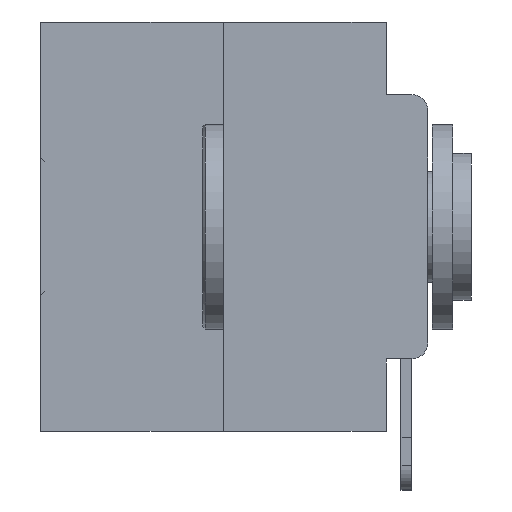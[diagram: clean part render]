
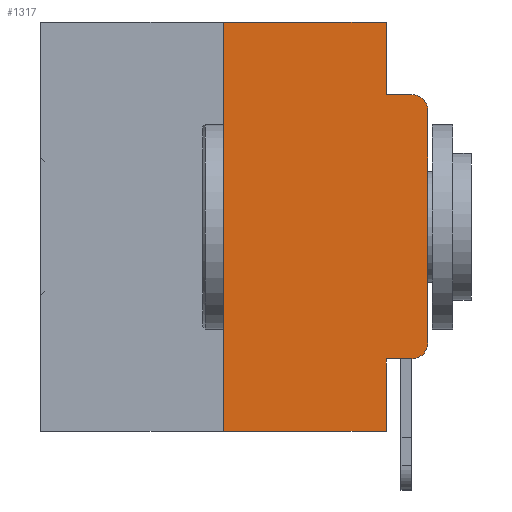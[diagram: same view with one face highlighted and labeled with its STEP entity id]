
A CAD part, left-side view. The second image highlights one B-rep face of the part: STEP entity #1317.
In plain terms, the highlighted planar face has unit normal (-1, 0, 0).
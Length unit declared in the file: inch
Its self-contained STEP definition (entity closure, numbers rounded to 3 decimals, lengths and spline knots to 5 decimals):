
#31 = DIRECTION ( 'NONE',  ( 0., -1., 0. ) ) ;
#74 = ORIENTED_EDGE ( 'NONE', *, *, #17043, .T. ) ;
#330 = VECTOR ( 'NONE', #19990, 39.37008 ) ;
#909 = AXIS2_PLACEMENT_3D ( 'NONE', #6358, #22465, #8593 ) ;
#1111 = CARTESIAN_POINT ( 'NONE',  ( 0., 0.051, 0. ) ) ;
#1317 = ADVANCED_FACE ( 'NONE', ( #16799 ), #8931, .F. ) ;
#1346 = EDGE_CURVE ( 'NONE', #6639, #13634, #18314, .T. ) ;
#1712 = CARTESIAN_POINT ( 'NONE',  ( 0., 0.051, -0.0885 ) ) ;
#2012 = VERTEX_POINT ( 'NONE', #25030 ) ;
#2153 = VERTEX_POINT ( 'NONE', #24980 ) ;
#3435 = LINE ( 'NONE', #30393, #22999 ) ;
#3714 = DIRECTION ( 'NONE',  ( 0., 0., -1. ) ) ;
#4036 = EDGE_CURVE ( 'NONE', #4053, #2153, #21752, .T. ) ;
#4053 = VERTEX_POINT ( 'NONE', #19311 ) ;
#4076 = CIRCLE ( 'NONE', #12249, 0.02 ) ;
#5192 = ORIENTED_EDGE ( 'NONE', *, *, #4036, .F. ) ;
#5360 = DIRECTION ( 'NONE',  ( 0., -1., 0. ) ) ;
#5663 = EDGE_CURVE ( 'NONE', #13634, #14680, #20148, .T. ) ;
#5818 = VECTOR ( 'NONE', #17373, 39.37008 ) ;
#6165 = DIRECTION ( 'NONE',  ( -1., 0., 0. ) ) ;
#6358 = CARTESIAN_POINT ( 'NONE',  ( 0., 0.473, 0. ) ) ;
#6639 = VERTEX_POINT ( 'NONE', #27188 ) ;
#7828 = CARTESIAN_POINT ( 'NONE',  ( 0., 0., -0.3915 ) ) ;
#8403 = VECTOR ( 'NONE', #3714, 39.37008 ) ;
#8538 = ORIENTED_EDGE ( 'NONE', *, *, #10079, .T. ) ;
#8593 = DIRECTION ( 'NONE',  ( 0., 0., -1. ) ) ;
#8885 = CARTESIAN_POINT ( 'NONE',  ( 0., 0.25, 0. ) ) ;
#8918 = ORIENTED_EDGE ( 'NONE', *, *, #20945, .F. ) ;
#8931 = PLANE ( 'NONE',  #909 ) ;
#9889 = CARTESIAN_POINT ( 'NONE',  ( 0., 0., -0.1085 ) ) ;
#10079 = EDGE_CURVE ( 'NONE', #4053, #2012, #3435, .T. ) ;
#11728 = VERTEX_POINT ( 'NONE', #7828 ) ;
#12249 = AXIS2_PLACEMENT_3D ( 'NONE', #21321, #6165, #23817 ) ;
#12298 = EDGE_CURVE ( 'NONE', #2012, #11728, #15864, .T. ) ;
#12891 = VECTOR ( 'NONE', #29253, 39.37008 ) ;
#13325 = CARTESIAN_POINT ( 'NONE',  ( 0., 0.02, -0.3915 ) ) ;
#13559 = VECTOR ( 'NONE', #5360, 39.37008 ) ;
#13634 = VERTEX_POINT ( 'NONE', #19673 ) ;
#14124 = ORIENTED_EDGE ( 'NONE', *, *, #20347, .T. ) ;
#14680 = VERTEX_POINT ( 'NONE', #23238 ) ;
#15821 = DIRECTION ( 'NONE',  ( 0., 0., -1. ) ) ;
#15864 = CIRCLE ( 'NONE', #32647, 0.02 ) ;
#16199 = EDGE_CURVE ( 'NONE', #6639, #2153, #26744, .T. ) ;
#16496 = ORIENTED_EDGE ( 'NONE', *, *, #1346, .F. ) ;
#16799 = FACE_OUTER_BOUND ( 'NONE', #20561, .T. ) ;
#17043 = EDGE_CURVE ( 'NONE', #11728, #19184, #27406, .T. ) ;
#17373 = DIRECTION ( 'NONE',  ( 0., -1., 0. ) ) ;
#18314 = LINE ( 'NONE', #8885, #29768 ) ;
#19184 = VERTEX_POINT ( 'NONE', #9889 ) ;
#19311 = CARTESIAN_POINT ( 'NONE',  ( 0., 0.051, -0.4115 ) ) ;
#19409 = CARTESIAN_POINT ( 'NONE',  ( 0., 0.02, -0.0885 ) ) ;
#19673 = CARTESIAN_POINT ( 'NONE',  ( 0., 0.25, 0. ) ) ;
#19990 = DIRECTION ( 'NONE',  ( 0., 0., 1. ) ) ;
#20148 = LINE ( 'NONE', #32684, #13559 ) ;
#20347 = EDGE_CURVE ( 'NONE', #19184, #27582, #4076, .T. ) ;
#20466 = LINE ( 'NONE', #32080, #31863 ) ;
#20561 = EDGE_LOOP ( 'NONE', ( #74, #14124, #27183, #8918, #28688, #16496, #24585, #5192, #8538, #28314 ) ) ;
#20945 = EDGE_CURVE ( 'NONE', #14680, #21282, #20466, .T. ) ;
#21282 = VERTEX_POINT ( 'NONE', #21325 ) ;
#21321 = CARTESIAN_POINT ( 'NONE',  ( 0., 0.02, -0.1085 ) ) ;
#21325 = CARTESIAN_POINT ( 'NONE',  ( 0., 0.051, -0.0885 ) ) ;
#21752 = LINE ( 'NONE', #1111, #8403 ) ;
#21965 = CARTESIAN_POINT ( 'NONE',  ( 0., 0.473, -0.5 ) ) ;
#22465 = DIRECTION ( 'NONE',  ( 1., 0., 0. ) ) ;
#22615 = EDGE_CURVE ( 'NONE', #21282, #27582, #31527, .T. ) ;
#22999 = VECTOR ( 'NONE', #31, 39.37008 ) ;
#23238 = CARTESIAN_POINT ( 'NONE',  ( 0., 0.051, 0. ) ) ;
#23817 = DIRECTION ( 'NONE',  ( 0., 0., -1. ) ) ;
#24585 = ORIENTED_EDGE ( 'NONE', *, *, #16199, .T. ) ;
#24942 = CARTESIAN_POINT ( 'NONE',  ( 0., 0., 0. ) ) ;
#24980 = CARTESIAN_POINT ( 'NONE',  ( 0., 0.051, -0.5 ) ) ;
#25030 = CARTESIAN_POINT ( 'NONE',  ( 0., 0.02, -0.4115 ) ) ;
#26744 = LINE ( 'NONE', #21965, #12891 ) ;
#27183 = ORIENTED_EDGE ( 'NONE', *, *, #22615, .F. ) ;
#27188 = CARTESIAN_POINT ( 'NONE',  ( 0., 0.25, -0.5 ) ) ;
#27406 = LINE ( 'NONE', #24942, #330 ) ;
#27582 = VERTEX_POINT ( 'NONE', #19409 ) ;
#27627 = DIRECTION ( 'NONE',  ( 0., 0., 1. ) ) ;
#28314 = ORIENTED_EDGE ( 'NONE', *, *, #12298, .T. ) ;
#28688 = ORIENTED_EDGE ( 'NONE', *, *, #5663, .F. ) ;
#29253 = DIRECTION ( 'NONE',  ( 0., -1., 0. ) ) ;
#29747 = DIRECTION ( 'NONE',  ( 0., 0., -1. ) ) ;
#29768 = VECTOR ( 'NONE', #27627, 39.37008 ) ;
#30393 = CARTESIAN_POINT ( 'NONE',  ( 0., 0.051, -0.4115 ) ) ;
#30449 = DIRECTION ( 'NONE',  ( -1., 0., 0. ) ) ;
#31527 = LINE ( 'NONE', #1712, #5818 ) ;
#31863 = VECTOR ( 'NONE', #29747, 39.37008 ) ;
#32080 = CARTESIAN_POINT ( 'NONE',  ( 0., 0.051, 0. ) ) ;
#32647 = AXIS2_PLACEMENT_3D ( 'NONE', #13325, #30449, #15821 ) ;
#32684 = CARTESIAN_POINT ( 'NONE',  ( 0., 0.473, 0. ) ) ;
